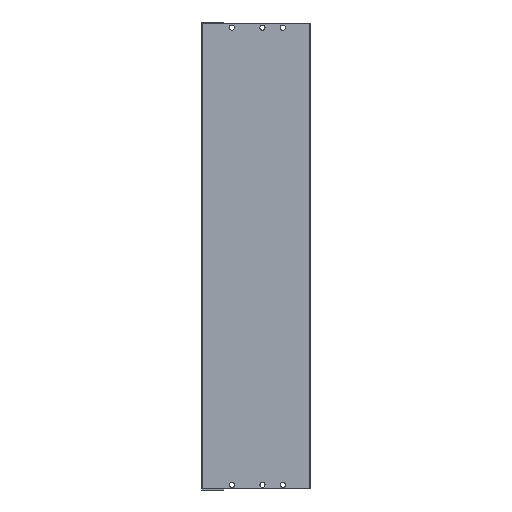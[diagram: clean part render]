
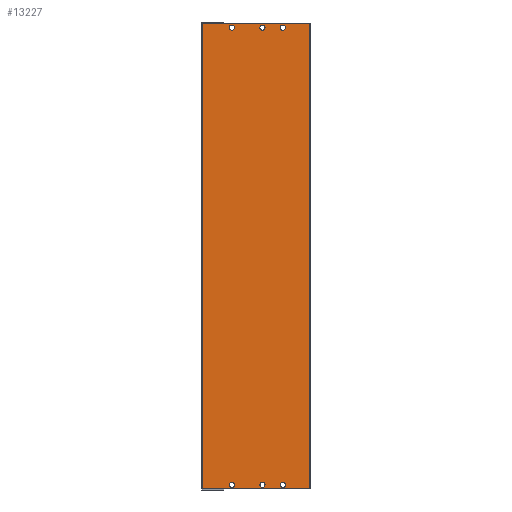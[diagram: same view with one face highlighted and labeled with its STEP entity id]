
A CAD part, front view. The second image highlights one B-rep face of the part: STEP entity #13227.
In plain terms, the highlighted planar face has unit normal (0, -1, 0).
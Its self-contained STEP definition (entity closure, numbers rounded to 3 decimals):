
#148 = VERTEX_POINT ( 'NONE', #9999 ) ;
#360 = CARTESIAN_POINT ( 'NONE',  ( 29.7, 0., -455. ) ) ;
#422 = DIRECTION ( 'NONE',  ( 0., 0., -1. ) ) ;
#547 = CARTESIAN_POINT ( 'NONE',  ( 0.5, 0., 0. ) ) ;
#584 = ORIENTED_EDGE ( 'NONE', *, *, #7702, .T. ) ;
#593 = DIRECTION ( 'NONE',  ( 0., 1., 0. ) ) ;
#747 = DIRECTION ( 'NONE',  ( -1., 0., 0. ) ) ;
#808 = CIRCLE ( 'NONE', #10052, 2.5 ) ;
#936 = LINE ( 'NONE', #547, #2005 ) ;
#953 = FACE_BOUND ( 'NONE', #3830, .T. ) ;
#972 = VERTEX_POINT ( 'NONE', #1849 ) ;
#1713 = ORIENTED_EDGE ( 'NONE', *, *, #2466, .T. ) ;
#1820 = CIRCLE ( 'NONE', #18778, 2.5 ) ;
#1849 = CARTESIAN_POINT ( 'NONE',  ( 106.2, 0., -456.5 ) ) ;
#1902 = DIRECTION ( 'NONE',  ( 0., 1., 0. ) ) ;
#2005 = VECTOR ( 'NONE', #747, 1000. ) ;
#2061 = VERTEX_POINT ( 'NONE', #18780 ) ;
#2071 = DIRECTION ( 'NONE',  ( 1., 0., 0. ) ) ;
#2084 = VERTEX_POINT ( 'NONE', #15519 ) ;
#2395 = VERTEX_POINT ( 'NONE', #5057 ) ;
#2466 = EDGE_CURVE ( 'NONE', #2061, #972, #6505, .T. ) ;
#2495 = FACE_BOUND ( 'NONE', #14931, .T. ) ;
#2782 = FACE_BOUND ( 'NONE', #4063, .T. ) ;
#2814 = CARTESIAN_POINT ( 'NONE',  ( 59.7, 0., -4. ) ) ;
#3493 = EDGE_CURVE ( 'NONE', #2084, #17568, #7808, .T. ) ;
#3510 = CARTESIAN_POINT ( 'NONE',  ( 79.7, 0., -4. ) ) ;
#3628 = CIRCLE ( 'NONE', #5158, 2.5 ) ;
#3629 = ORIENTED_EDGE ( 'NONE', *, *, #9817, .T. ) ;
#3830 = EDGE_LOOP ( 'NONE', ( #10417, #6082 ) ) ;
#4063 = EDGE_LOOP ( 'NONE', ( #15575, #18058 ) ) ;
#4178 = DIRECTION ( 'NONE',  ( 0., 0., -1. ) ) ;
#4268 = EDGE_CURVE ( 'NONE', #4792, #8253, #11079, .T. ) ;
#4792 = VERTEX_POINT ( 'NONE', #11771 ) ;
#4889 = CIRCLE ( 'NONE', #17840, 2.5 ) ;
#5057 = CARTESIAN_POINT ( 'NONE',  ( 79.7, 0., -450. ) ) ;
#5158 = AXIS2_PLACEMENT_3D ( 'NONE', #14906, #10381, #422 ) ;
#5167 = DIRECTION ( 'NONE',  ( 0., 0., -1. ) ) ;
#5264 = CIRCLE ( 'NONE', #16064, 2.5 ) ;
#5387 = FACE_BOUND ( 'NONE', #11912, .T. ) ;
#5632 = VERTEX_POINT ( 'NONE', #15854 ) ;
#5645 = DIRECTION ( 'NONE',  ( 0., 1., 0. ) ) ;
#5676 = EDGE_CURVE ( 'NONE', #17850, #19035, #5264, .T. ) ;
#6082 = ORIENTED_EDGE ( 'NONE', *, *, #4268, .T. ) ;
#6146 = EDGE_CURVE ( 'NONE', #8253, #4792, #18156, .T. ) ;
#6256 = CARTESIAN_POINT ( 'NONE',  ( 0.5, 0., -456.5 ) ) ;
#6484 = DIRECTION ( 'NONE',  ( 0., 0., -1. ) ) ;
#6505 = LINE ( 'NONE', #7569, #10252 ) ;
#6555 = VECTOR ( 'NONE', #13750, 1000. ) ;
#6608 = CARTESIAN_POINT ( 'NONE',  ( 29.7, 0., -452.5 ) ) ;
#6941 = ORIENTED_EDGE ( 'NONE', *, *, #12869, .T. ) ;
#6957 = EDGE_LOOP ( 'NONE', ( #1713, #11567, #16430, #6941 ) ) ;
#7101 = CARTESIAN_POINT ( 'NONE',  ( 79.7, 0., -4. ) ) ;
#7220 = PLANE ( 'NONE',  #16167 ) ;
#7364 = AXIS2_PLACEMENT_3D ( 'NONE', #18782, #5645, #13531 ) ;
#7475 = AXIS2_PLACEMENT_3D ( 'NONE', #11496, #17387, #15932 ) ;
#7569 = CARTESIAN_POINT ( 'NONE',  ( 0.5, 0., -456.5 ) ) ;
#7702 = EDGE_CURVE ( 'NONE', #14952, #10597, #808, .T. ) ;
#7808 = CIRCLE ( 'NONE', #17078, 2.5 ) ;
#7851 = DIRECTION ( 'NONE',  ( 0., 1., 0. ) ) ;
#7934 = CARTESIAN_POINT ( 'NONE',  ( 29.7, 0., -4. ) ) ;
#8166 = CARTESIAN_POINT ( 'NONE',  ( 59.7, 0., -452.5 ) ) ;
#8253 = VERTEX_POINT ( 'NONE', #11953 ) ;
#8282 = EDGE_CURVE ( 'NONE', #2395, #13811, #11245, .T. ) ;
#8286 = FACE_OUTER_BOUND ( 'NONE', #6957, .T. ) ;
#8311 = EDGE_CURVE ( 'NONE', #19035, #17850, #18627, .T. ) ;
#8339 = DIRECTION ( 'NONE',  ( 0., 1., 0. ) ) ;
#8375 = FACE_BOUND ( 'NONE', #16500, .T. ) ;
#8592 = DIRECTION ( 'NONE',  ( 0., 1., 0. ) ) ;
#8715 = DIRECTION ( 'NONE',  ( 0., 1., 0. ) ) ;
#8850 = CARTESIAN_POINT ( 'NONE',  ( 59.7, 0., -455. ) ) ;
#9066 = AXIS2_PLACEMENT_3D ( 'NONE', #13787, #1902, #15334 ) ;
#9102 = LINE ( 'NONE', #13368, #6555 ) ;
#9225 = CARTESIAN_POINT ( 'NONE',  ( 59.7, 0., -452.5 ) ) ;
#9729 = CARTESIAN_POINT ( 'NONE',  ( 79.7, 0., -455. ) ) ;
#9817 = EDGE_CURVE ( 'NONE', #17568, #2084, #1820, .T. ) ;
#9853 = AXIS2_PLACEMENT_3D ( 'NONE', #7934, #593, #6484 ) ;
#9999 = CARTESIAN_POINT ( 'NONE',  ( 106.2, 0., 0. ) ) ;
#10023 = DIRECTION ( 'NONE',  ( 0., 0., -1. ) ) ;
#10052 = AXIS2_PLACEMENT_3D ( 'NONE', #6608, #8339, #11155 ) ;
#10252 = VECTOR ( 'NONE', #2071, 1000. ) ;
#10264 = VERTEX_POINT ( 'NONE', #8850 ) ;
#10381 = DIRECTION ( 'NONE',  ( 0., 1., 0. ) ) ;
#10417 = ORIENTED_EDGE ( 'NONE', *, *, #6146, .T. ) ;
#10597 = VERTEX_POINT ( 'NONE', #15315 ) ;
#10798 = EDGE_CURVE ( 'NONE', #10597, #14952, #3628, .T. ) ;
#10865 = EDGE_CURVE ( 'NONE', #972, #148, #9102, .T. ) ;
#10916 = VECTOR ( 'NONE', #12061, 1000. ) ;
#11079 = CIRCLE ( 'NONE', #9853, 2.5 ) ;
#11155 = DIRECTION ( 'NONE',  ( 0., 0., -1. ) ) ;
#11245 = CIRCLE ( 'NONE', #15862, 2.5 ) ;
#11496 = CARTESIAN_POINT ( 'NONE',  ( 79.7, 0., -452.5 ) ) ;
#11567 = ORIENTED_EDGE ( 'NONE', *, *, #10865, .T. ) ;
#11675 = DIRECTION ( 'NONE',  ( 0., 1., 0. ) ) ;
#11719 = CARTESIAN_POINT ( 'NONE',  ( 59.7, 0., -1.5 ) ) ;
#11771 = CARTESIAN_POINT ( 'NONE',  ( 29.7, 0., -1.5 ) ) ;
#11798 = DIRECTION ( 'NONE',  ( 0., 0., -1. ) ) ;
#11800 = CIRCLE ( 'NONE', #7475, 2.5 ) ;
#11912 = EDGE_LOOP ( 'NONE', ( #14740, #17285 ) ) ;
#11953 = CARTESIAN_POINT ( 'NONE',  ( 29.7, 0., -6.5 ) ) ;
#12061 = DIRECTION ( 'NONE',  ( 0., 0., -1. ) ) ;
#12869 = EDGE_CURVE ( 'NONE', #15281, #2061, #13327, .T. ) ;
#12888 = EDGE_LOOP ( 'NONE', ( #3629, #18375 ) ) ;
#13001 = DIRECTION ( 'NONE',  ( 0., 1., 0. ) ) ;
#13116 = CARTESIAN_POINT ( 'NONE',  ( 0.5, 0., -456.5 ) ) ;
#13227 = ADVANCED_FACE ( 'NONE', ( #8286, #953, #5387, #17181, #2495, #8375, #2782 ), #7220, .T. ) ;
#13276 = ORIENTED_EDGE ( 'NONE', *, *, #18950, .T. ) ;
#13313 = CARTESIAN_POINT ( 'NONE',  ( 79.7, 0., -452.5 ) ) ;
#13327 = LINE ( 'NONE', #6256, #10916 ) ;
#13368 = CARTESIAN_POINT ( 'NONE',  ( 106.2, 0., -456.5 ) ) ;
#13455 = EDGE_CURVE ( 'NONE', #10264, #5632, #14933, .T. ) ;
#13531 = DIRECTION ( 'NONE',  ( 0., 0., -1. ) ) ;
#13706 = AXIS2_PLACEMENT_3D ( 'NONE', #9225, #18308, #5167 ) ;
#13750 = DIRECTION ( 'NONE',  ( 0., 0., 1. ) ) ;
#13787 = CARTESIAN_POINT ( 'NONE',  ( 59.7, 0., -4. ) ) ;
#13803 = EDGE_CURVE ( 'NONE', #148, #15281, #936, .T. ) ;
#13811 = VERTEX_POINT ( 'NONE', #9729 ) ;
#14282 = DIRECTION ( 'NONE',  ( 0., -1., 0. ) ) ;
#14740 = ORIENTED_EDGE ( 'NONE', *, *, #5676, .T. ) ;
#14763 = ORIENTED_EDGE ( 'NONE', *, *, #10798, .T. ) ;
#14906 = CARTESIAN_POINT ( 'NONE',  ( 29.7, 0., -452.5 ) ) ;
#14931 = EDGE_LOOP ( 'NONE', ( #584, #14763 ) ) ;
#14933 = CIRCLE ( 'NONE', #13706, 2.5 ) ;
#14952 = VERTEX_POINT ( 'NONE', #360 ) ;
#15281 = VERTEX_POINT ( 'NONE', #19081 ) ;
#15315 = CARTESIAN_POINT ( 'NONE',  ( 29.7, 0., -450. ) ) ;
#15334 = DIRECTION ( 'NONE',  ( 0., 0., -1. ) ) ;
#15359 = CARTESIAN_POINT ( 'NONE',  ( 79.7, 0., -6.5 ) ) ;
#15519 = CARTESIAN_POINT ( 'NONE',  ( 79.7, 0., -1.5 ) ) ;
#15575 = ORIENTED_EDGE ( 'NONE', *, *, #18223, .T. ) ;
#15854 = CARTESIAN_POINT ( 'NONE',  ( 59.7, 0., -450. ) ) ;
#15862 = AXIS2_PLACEMENT_3D ( 'NONE', #13313, #11675, #16383 ) ;
#15932 = DIRECTION ( 'NONE',  ( 0., 0., -1. ) ) ;
#16064 = AXIS2_PLACEMENT_3D ( 'NONE', #2814, #8592, #11798 ) ;
#16167 = AXIS2_PLACEMENT_3D ( 'NONE', #13116, #14282, #10023 ) ;
#16383 = DIRECTION ( 'NONE',  ( 0., 0., -1. ) ) ;
#16430 = ORIENTED_EDGE ( 'NONE', *, *, #13803, .T. ) ;
#16500 = EDGE_LOOP ( 'NONE', ( #17935, #13276 ) ) ;
#17024 = DIRECTION ( 'NONE',  ( 0., 0., -1. ) ) ;
#17078 = AXIS2_PLACEMENT_3D ( 'NONE', #7101, #13001, #18878 ) ;
#17181 = FACE_BOUND ( 'NONE', #12888, .T. ) ;
#17285 = ORIENTED_EDGE ( 'NONE', *, *, #8311, .T. ) ;
#17387 = DIRECTION ( 'NONE',  ( 0., 1., 0. ) ) ;
#17568 = VERTEX_POINT ( 'NONE', #15359 ) ;
#17699 = CARTESIAN_POINT ( 'NONE',  ( 59.7, 0., -6.5 ) ) ;
#17840 = AXIS2_PLACEMENT_3D ( 'NONE', #8166, #8715, #4178 ) ;
#17850 = VERTEX_POINT ( 'NONE', #17699 ) ;
#17935 = ORIENTED_EDGE ( 'NONE', *, *, #13455, .T. ) ;
#18058 = ORIENTED_EDGE ( 'NONE', *, *, #8282, .T. ) ;
#18156 = CIRCLE ( 'NONE', #7364, 2.5 ) ;
#18223 = EDGE_CURVE ( 'NONE', #13811, #2395, #11800, .T. ) ;
#18308 = DIRECTION ( 'NONE',  ( 0., 1., 0. ) ) ;
#18375 = ORIENTED_EDGE ( 'NONE', *, *, #3493, .T. ) ;
#18627 = CIRCLE ( 'NONE', #9066, 2.5 ) ;
#18778 = AXIS2_PLACEMENT_3D ( 'NONE', #3510, #7851, #17024 ) ;
#18780 = CARTESIAN_POINT ( 'NONE',  ( 0.5, 0., -456.5 ) ) ;
#18782 = CARTESIAN_POINT ( 'NONE',  ( 29.7, 0., -4. ) ) ;
#18878 = DIRECTION ( 'NONE',  ( 0., 0., -1. ) ) ;
#18950 = EDGE_CURVE ( 'NONE', #5632, #10264, #4889, .T. ) ;
#19035 = VERTEX_POINT ( 'NONE', #11719 ) ;
#19081 = CARTESIAN_POINT ( 'NONE',  ( 0.5, 0., 0. ) ) ;
